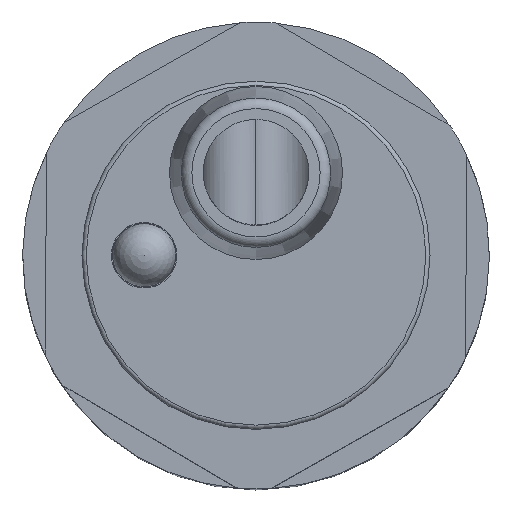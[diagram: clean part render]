
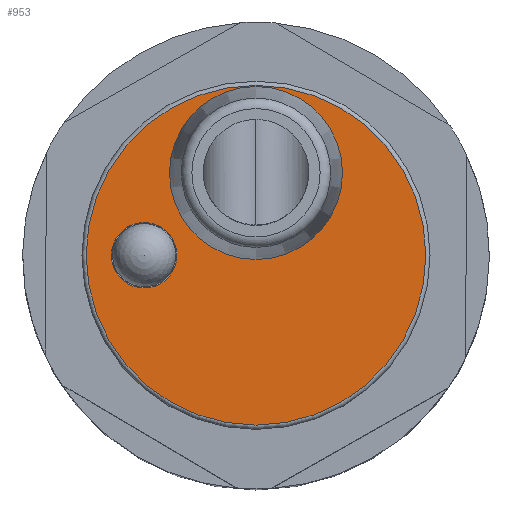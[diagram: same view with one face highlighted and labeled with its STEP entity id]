
A CAD part, top view. The second image highlights one B-rep face of the part: STEP entity #953.
In plain terms, the highlighted planar face has unit normal (0, 0, 1).
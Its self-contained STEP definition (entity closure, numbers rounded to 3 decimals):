
#19=FACE_BOUND('',#168,.T.);
#20=FACE_BOUND('',#169,.T.);
#109=FACE_OUTER_BOUND('',#167,.T.);
#167=EDGE_LOOP('',(#790));
#168=EDGE_LOOP('',(#791));
#169=EDGE_LOOP('',(#792));
#340=CIRCLE('',#1073,4.1);
#344=CIRCLE('',#1079,1.55);
#345=CIRCLE('',#1081,8.05);
#421=VERTEX_POINT('',#1645);
#424=VERTEX_POINT('',#1655);
#425=VERTEX_POINT('',#1659);
#543=EDGE_CURVE('',#421,#421,#340,.T.);
#549=EDGE_CURVE('',#424,#424,#344,.T.);
#550=EDGE_CURVE('',#425,#425,#345,.T.);
#790=ORIENTED_EDGE('',*,*,#550,.F.);
#791=ORIENTED_EDGE('',*,*,#543,.T.);
#792=ORIENTED_EDGE('',*,*,#549,.T.);
#849=PLANE('',#1080);
#953=ADVANCED_FACE('',(#109,#19,#20),#849,.F.);
#1073=AXIS2_PLACEMENT_3D('',#1646,#1331,#1332);
#1079=AXIS2_PLACEMENT_3D('',#1657,#1345,#1346);
#1080=AXIS2_PLACEMENT_3D('',#1658,#1347,#1348);
#1081=AXIS2_PLACEMENT_3D('',#1660,#1349,#1350);
#1331=DIRECTION('center_axis',(0.,0.,-1.));
#1332=DIRECTION('ref_axis',(0.,-1.,0.));
#1345=DIRECTION('center_axis',(0.,0.,-1.));
#1346=DIRECTION('ref_axis',(0.,-1.,0.));
#1347=DIRECTION('center_axis',(0.,0.,-1.));
#1348=DIRECTION('ref_axis',(0.,-1.,0.));
#1349=DIRECTION('center_axis',(0.,0.,-1.));
#1350=DIRECTION('ref_axis',(0.,-1.,0.));
#1645=CARTESIAN_POINT('',(0.,8.,63.));
#1646=CARTESIAN_POINT('Origin',(0.,3.9,63.));
#1655=CARTESIAN_POINT('',(-5.3,1.55,63.));
#1657=CARTESIAN_POINT('Origin',(-5.3,0.,63.));
#1658=CARTESIAN_POINT('Origin',(0.,0.,63.));
#1659=CARTESIAN_POINT('',(0.,8.05,63.));
#1660=CARTESIAN_POINT('Origin',(0.,0.,63.));
